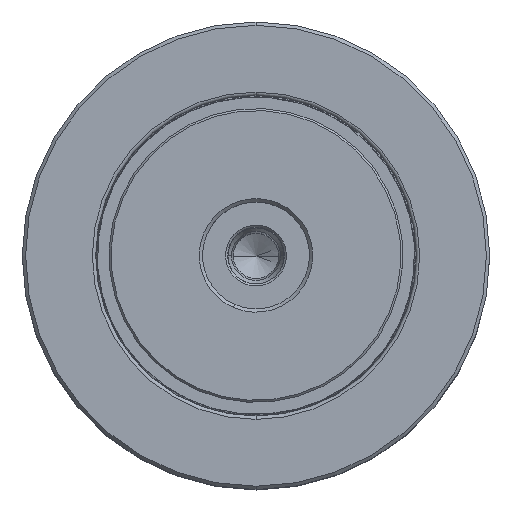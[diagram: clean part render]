
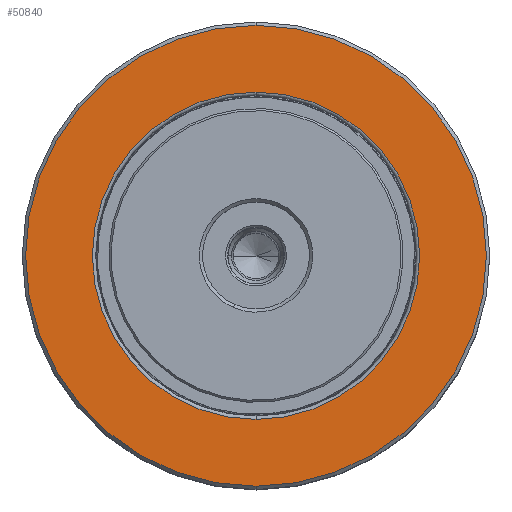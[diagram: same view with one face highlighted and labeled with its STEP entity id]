
A CAD part, top view. The second image highlights one B-rep face of the part: STEP entity #50840.
In plain terms, the highlighted face is planar.
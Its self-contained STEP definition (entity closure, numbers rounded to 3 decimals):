
#1460 = VERTEX_POINT ( 'NONE', #49572 ) ;
#1515 = CARTESIAN_POINT ( 'NONE',  ( 0., 35.687, 0. ) ) ;
#4043 = CARTESIAN_POINT ( 'NONE',  ( 0., 35.687, 0. ) ) ;
#5617 = DIRECTION ( 'NONE',  ( 0., -1., 0. ) ) ;
#6935 = AXIS2_PLACEMENT_3D ( 'NONE', #27025, #31146, #51704 ) ;
#8303 = AXIS2_PLACEMENT_3D ( 'NONE', #21698, #5617, #34309 ) ;
#8387 = DIRECTION ( 'NONE',  ( 0., -1., 0. ) ) ;
#9504 = EDGE_LOOP ( 'NONE', ( #23783, #45376 ) ) ;
#11329 = CARTESIAN_POINT ( 'NONE',  ( 0., 35.687, -24.5 ) ) ;
#12622 = AXIS2_PLACEMENT_3D ( 'NONE', #24931, #8387, #49043 ) ;
#13949 = CIRCLE ( 'NONE', #24364, 34.5 ) ;
#15856 = FACE_OUTER_BOUND ( 'NONE', #9504, .T. ) ;
#16083 = ORIENTED_EDGE ( 'NONE', *, *, #47089, .T. ) ;
#17807 = DIRECTION ( 'NONE',  ( 0., 0., -1. ) ) ;
#19607 = PLANE ( 'NONE',  #6935 ) ;
#20856 = ORIENTED_EDGE ( 'NONE', *, *, #21305, .T. ) ;
#21305 = EDGE_CURVE ( 'NONE', #45858, #37638, #39213, .T. ) ;
#21698 = CARTESIAN_POINT ( 'NONE',  ( 0., 35.687, 0. ) ) ;
#23783 = ORIENTED_EDGE ( 'NONE', *, *, #50364, .F. ) ;
#24364 = AXIS2_PLACEMENT_3D ( 'NONE', #4043, #32562, #44241 ) ;
#24850 = CIRCLE ( 'NONE', #8303, 24.5 ) ;
#24931 = CARTESIAN_POINT ( 'NONE',  ( 0., 35.687, 0. ) ) ;
#27025 = CARTESIAN_POINT ( 'NONE',  ( 34.5, 35.687, 0. ) ) ;
#31146 = DIRECTION ( 'NONE',  ( 0., 1., 0. ) ) ;
#32562 = DIRECTION ( 'NONE',  ( 0., -1., 0. ) ) ;
#33655 = FACE_BOUND ( 'NONE', #46635, .T. ) ;
#34309 = DIRECTION ( 'NONE',  ( 0., 0., -1. ) ) ;
#34827 = CARTESIAN_POINT ( 'NONE',  ( 0., 35.687, 24.5 ) ) ;
#37443 = AXIS2_PLACEMENT_3D ( 'NONE', #1515, #42055, #17807 ) ;
#37638 = VERTEX_POINT ( 'NONE', #34827 ) ;
#39213 = CIRCLE ( 'NONE', #12622, 24.5 ) ;
#42010 = CIRCLE ( 'NONE', #37443, 34.5 ) ;
#42055 = DIRECTION ( 'NONE',  ( 0., -1., 0. ) ) ;
#44241 = DIRECTION ( 'NONE',  ( 0., 0., -1. ) ) ;
#45376 = ORIENTED_EDGE ( 'NONE', *, *, #51140, .F. ) ;
#45858 = VERTEX_POINT ( 'NONE', #11329 ) ;
#46635 = EDGE_LOOP ( 'NONE', ( #20856, #16083 ) ) ;
#47089 = EDGE_CURVE ( 'NONE', #37638, #45858, #24850, .T. ) ;
#48533 = CARTESIAN_POINT ( 'NONE',  ( 0., 35.687, 34.5 ) ) ;
#49043 = DIRECTION ( 'NONE',  ( 0., 0., -1. ) ) ;
#49119 = VERTEX_POINT ( 'NONE', #48533 ) ;
#49572 = CARTESIAN_POINT ( 'NONE',  ( 0., 35.687, -34.5 ) ) ;
#50364 = EDGE_CURVE ( 'NONE', #1460, #49119, #13949, .T. ) ;
#50840 = ADVANCED_FACE ( 'NONE', ( #33655, #15856 ), #19607, .T. ) ;
#51140 = EDGE_CURVE ( 'NONE', #49119, #1460, #42010, .T. ) ;
#51704 = DIRECTION ( 'NONE',  ( 0., 0., 1. ) ) ;
